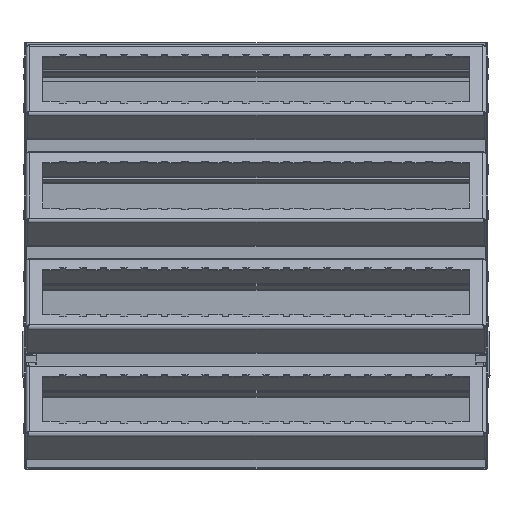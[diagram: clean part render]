
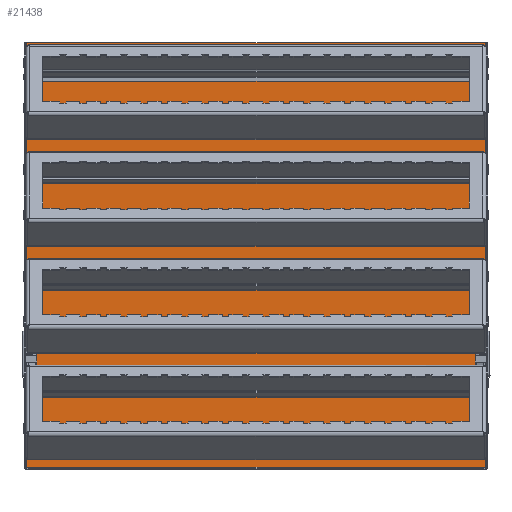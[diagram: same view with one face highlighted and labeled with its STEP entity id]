
A CAD part, front view. The second image highlights one B-rep face of the part: STEP entity #21438.
In plain terms, the highlighted face is planar.
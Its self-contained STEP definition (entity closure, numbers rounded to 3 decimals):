
#470=FACE_BOUND('',#2734,.T.);
#471=FACE_BOUND('',#2735,.T.);
#472=FACE_BOUND('',#2736,.T.);
#473=FACE_BOUND('',#2737,.T.);
#546=PLANE('',#22868);
#1556=FACE_OUTER_BOUND('',#2733,.T.);
#2733=EDGE_LOOP('',(#15367,#15368,#15369,#15370));
#2734=EDGE_LOOP('',(#15371));
#2735=EDGE_LOOP('',(#15372));
#2736=EDGE_LOOP('',(#15373));
#2737=EDGE_LOOP('',(#15374));
#3979=LINE('',#30257,#6823);
#3990=LINE('',#30415,#6834);
#3991=LINE('',#30417,#6835);
#3992=LINE('',#30418,#6836);
#6823=VECTOR('',#24533,10.);
#6834=VECTOR('',#24562,10.);
#6835=VECTOR('',#24563,10.);
#6836=VECTOR('',#24564,10.);
#9594=CIRCLE('',#22819,4.);
#9596=CIRCLE('',#22822,4.);
#9598=CIRCLE('',#22825,2.25);
#9600=CIRCLE('',#22828,2.25);
#9891=VERTEX_POINT('',#30019);
#9893=VERTEX_POINT('',#30025);
#9895=VERTEX_POINT('',#30031);
#9897=VERTEX_POINT('',#30037);
#9906=VERTEX_POINT('',#30248);
#9907=VERTEX_POINT('',#30256);
#9915=VERTEX_POINT('',#30414);
#9916=VERTEX_POINT('',#30416);
#11968=EDGE_CURVE('',#9891,#9891,#9594,.T.);
#11971=EDGE_CURVE('',#9893,#9893,#9596,.T.);
#11974=EDGE_CURVE('',#9895,#9895,#9598,.T.);
#11977=EDGE_CURVE('',#9897,#9897,#9600,.T.);
#12021=EDGE_CURVE('',#9906,#9907,#3979,.T.);
#12038=EDGE_CURVE('',#9906,#9915,#3990,.T.);
#12039=EDGE_CURVE('',#9916,#9915,#3991,.T.);
#12040=EDGE_CURVE('',#9916,#9907,#3992,.T.);
#15367=ORIENTED_EDGE('',*,*,#12021,.F.);
#15368=ORIENTED_EDGE('',*,*,#12038,.T.);
#15369=ORIENTED_EDGE('',*,*,#12039,.F.);
#15370=ORIENTED_EDGE('',*,*,#12040,.T.);
#15371=ORIENTED_EDGE('',*,*,#11968,.T.);
#15372=ORIENTED_EDGE('',*,*,#11971,.T.);
#15373=ORIENTED_EDGE('',*,*,#11974,.T.);
#15374=ORIENTED_EDGE('',*,*,#11977,.T.);
#21438=ADVANCED_FACE('',(#1556,#470,#471,#472,#473),#546,.T.);
#22819=AXIS2_PLACEMENT_3D('',#30021,#24411,#24412);
#22822=AXIS2_PLACEMENT_3D('',#30027,#24418,#24419);
#22825=AXIS2_PLACEMENT_3D('',#30033,#24425,#24426);
#22828=AXIS2_PLACEMENT_3D('',#30039,#24432,#24433);
#22868=AXIS2_PLACEMENT_3D('',#30413,#24560,#24561);
#24411=DIRECTION('center_axis',(0.,0.,
-1.));
#24412=DIRECTION('ref_axis',(-1.,0.,0.));
#24418=DIRECTION('center_axis',(0.,0.,
-1.));
#24419=DIRECTION('ref_axis',(-1.,0.,0.));
#24425=DIRECTION('center_axis',(0.,0.,
-1.));
#24426=DIRECTION('ref_axis',(-1.,0.,0.));
#24432=DIRECTION('center_axis',(0.,0.,
-1.));
#24433=DIRECTION('ref_axis',(-1.,0.,0.));
#24533=DIRECTION('',(-1.,0.,0.));
#24560=DIRECTION('center_axis',(0.,0.,
1.));
#24561=DIRECTION('ref_axis',(1.,0.,0.));
#24562=DIRECTION('',(0.,1.,0.));
#24563=DIRECTION('',(1.,0.,0.));
#24564=DIRECTION('',(0.,-1.,0.));
#30019=CARTESIAN_POINT('',(-230.75,250.,1.5));
#30021=CARTESIAN_POINT('Origin',(-234.75,250.,1.5));
#30025=CARTESIAN_POINT('',(238.75,250.,1.5));
#30027=CARTESIAN_POINT('Origin',(234.75,250.,1.5));
#30031=CARTESIAN_POINT('',(-97.75,220.,1.5));
#30033=CARTESIAN_POINT('Origin',(-100.,220.,1.5));
#30037=CARTESIAN_POINT('',(102.25,220.,1.5));
#30039=CARTESIAN_POINT('Origin',(100.,220.,1.5));
#30248=CARTESIAN_POINT('',(281.75,-259.5,1.5));
#30256=CARTESIAN_POINT('',(-281.75,-259.5,1.5));
#30257=CARTESIAN_POINT('',(269.35,-259.5,1.5));
#30413=CARTESIAN_POINT('Origin',(269.3,-259.45,1.5));
#30414=CARTESIAN_POINT('',(281.75,262.5,1.5));
#30415=CARTESIAN_POINT('',(281.75,131.25,1.5));
#30416=CARTESIAN_POINT('',(-281.75,262.5,1.5));
#30417=CARTESIAN_POINT('',(-284.75,262.5,1.5));
#30418=CARTESIAN_POINT('',(-281.75,-131.25,1.5));
